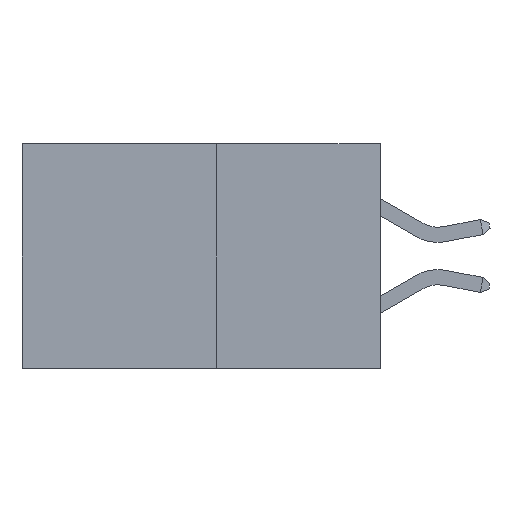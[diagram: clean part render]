
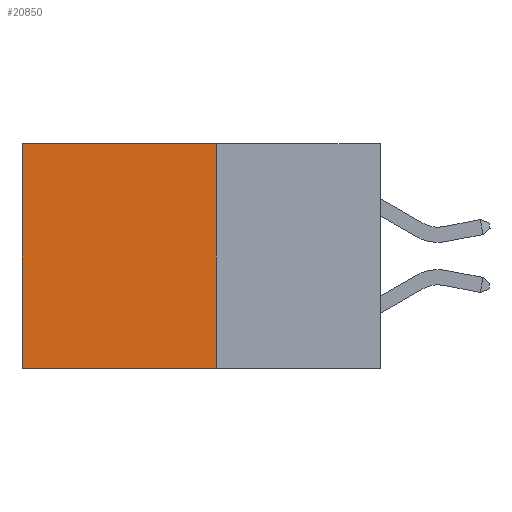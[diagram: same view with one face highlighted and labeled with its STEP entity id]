
A CAD part, left-side view. The second image highlights one B-rep face of the part: STEP entity #20850.
In plain terms, the highlighted planar face has unit normal (-1, 0, 0).
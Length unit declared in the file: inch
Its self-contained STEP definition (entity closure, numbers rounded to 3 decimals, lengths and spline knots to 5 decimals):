
#1432 = CARTESIAN_POINT ( 'NONE',  ( 0.277, 0.59, -0.37 ) ) ;
#1739 = DIRECTION ( 'NONE',  ( 1., 0., 0. ) ) ;
#2399 = ORIENTED_EDGE ( 'NONE', *, *, #21587, .F. ) ;
#3936 = VERTEX_POINT ( 'NONE', #13845 ) ;
#4596 = ORIENTED_EDGE ( 'NONE', *, *, #9626, .T. ) ;
#6804 = CARTESIAN_POINT ( 'NONE',  ( 0.277, 0.27, 0. ) ) ;
#7760 = AXIS2_PLACEMENT_3D ( 'NONE', #13952, #1739, #18827 ) ;
#9302 = DIRECTION ( 'NONE',  ( 0., 1., 0. ) ) ;
#9626 = EDGE_CURVE ( 'NONE', #19313, #3936, #14333, .T. ) ;
#10913 = VERTEX_POINT ( 'NONE', #27599 ) ;
#10929 = VECTOR ( 'NONE', #9302, 39.37008 ) ;
#13395 = CARTESIAN_POINT ( 'NONE',  ( 0.277, 0.27, -0.37 ) ) ;
#13526 = EDGE_CURVE ( 'NONE', #10913, #15276, #24257, .T. ) ;
#13845 = CARTESIAN_POINT ( 'NONE',  ( 0.277, 0.59, -0.37 ) ) ;
#13952 = CARTESIAN_POINT ( 'NONE',  ( 0.277, 0.27, -0.37 ) ) ;
#14333 = LINE ( 'NONE', #1432, #26401 ) ;
#15276 = VERTEX_POINT ( 'NONE', #24702 ) ;
#15864 = DIRECTION ( 'NONE',  ( 0., 0., -1. ) ) ;
#16114 = DIRECTION ( 'NONE',  ( 0., 0., -1. ) ) ;
#17883 = FACE_OUTER_BOUND ( 'NONE', #20111, .T. ) ;
#18827 = DIRECTION ( 'NONE',  ( 0., 0., -1. ) ) ;
#18895 = CARTESIAN_POINT ( 'NONE',  ( 0.277, 0.27, -0.37 ) ) ;
#19268 = ORIENTED_EDGE ( 'NONE', *, *, #13526, .F. ) ;
#19313 = VERTEX_POINT ( 'NONE', #29726 ) ;
#20111 = EDGE_LOOP ( 'NONE', ( #4596, #2399, #19268, #26386 ) ) ;
#20850 = ADVANCED_FACE ( 'NONE', ( #17883 ), #30772, .F. ) ;
#21587 = EDGE_CURVE ( 'NONE', #15276, #3936, #24251, .T. ) ;
#23507 = VECTOR ( 'NONE', #30838, 39.37008 ) ;
#23788 = LINE ( 'NONE', #6804, #10929 ) ;
#23804 = EDGE_CURVE ( 'NONE', #10913, #19313, #23788, .T. ) ;
#24251 = LINE ( 'NONE', #18895, #23507 ) ;
#24257 = LINE ( 'NONE', #13395, #29885 ) ;
#24702 = CARTESIAN_POINT ( 'NONE',  ( 0.277, 0.27, -0.37 ) ) ;
#26386 = ORIENTED_EDGE ( 'NONE', *, *, #23804, .T. ) ;
#26401 = VECTOR ( 'NONE', #16114, 39.37008 ) ;
#27599 = CARTESIAN_POINT ( 'NONE',  ( 0.277, 0.27, 0. ) ) ;
#29726 = CARTESIAN_POINT ( 'NONE',  ( 0.277, 0.59, 0. ) ) ;
#29885 = VECTOR ( 'NONE', #15864, 39.37008 ) ;
#30772 = PLANE ( 'NONE',  #7760 ) ;
#30838 = DIRECTION ( 'NONE',  ( 0., 1., 0. ) ) ;
